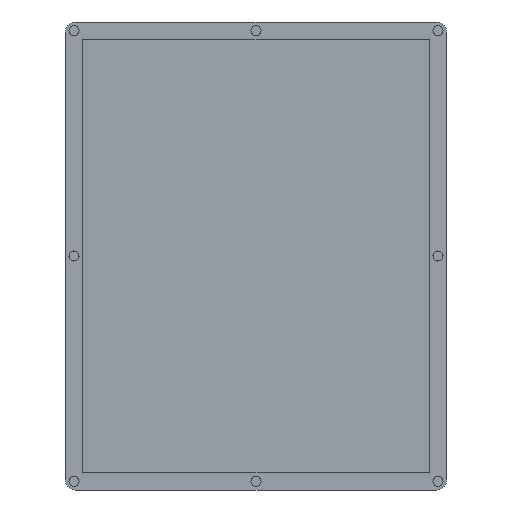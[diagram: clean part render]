
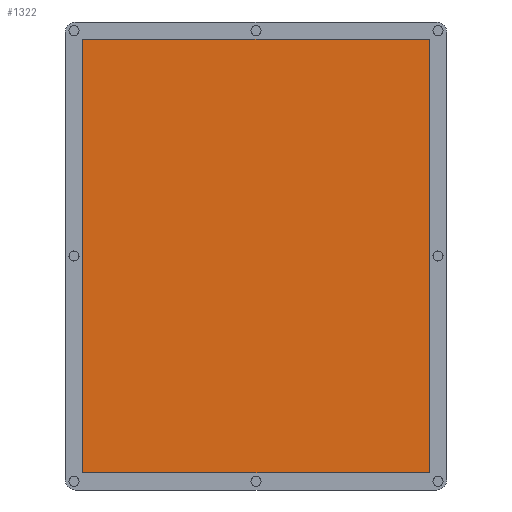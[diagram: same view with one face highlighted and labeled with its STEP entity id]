
A CAD part, front view. The second image highlights one B-rep face of the part: STEP entity #1322.
In plain terms, the highlighted planar face has unit normal (0, -1, 0).
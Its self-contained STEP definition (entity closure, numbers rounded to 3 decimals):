
#40 = LINE ( 'NONE', #449, #647 ) ;
#145 = AXIS2_PLACEMENT_3D ( 'NONE', #669, #161, #1080 ) ;
#161 = DIRECTION ( 'NONE',  ( 0., 1., 0. ) ) ;
#172 = VECTOR ( 'NONE', #1252, 1000. ) ;
#201 = VERTEX_POINT ( 'NONE', #1299 ) ;
#260 = CARTESIAN_POINT ( 'NONE',  ( -50., 200., -62.5 ) ) ;
#264 = VERTEX_POINT ( 'NONE', #819 ) ;
#293 = CARTESIAN_POINT ( 'NONE',  ( -50., 200., -62.5 ) ) ;
#311 = VECTOR ( 'NONE', #833, 1000. ) ;
#449 = CARTESIAN_POINT ( 'NONE',  ( 50., 200., -62.5 ) ) ;
#493 = DIRECTION ( 'NONE',  ( -1., 0., 0. ) ) ;
#503 = LINE ( 'NONE', #293, #311 ) ;
#551 = ORIENTED_EDGE ( 'NONE', *, *, #940, .F. ) ;
#647 = VECTOR ( 'NONE', #734, 1000. ) ;
#669 = CARTESIAN_POINT ( 'NONE',  ( 0., 200., 0. ) ) ;
#675 = FACE_OUTER_BOUND ( 'NONE', #1206, .T. ) ;
#734 = DIRECTION ( 'NONE',  ( 0., 0., -1. ) ) ;
#819 = CARTESIAN_POINT ( 'NONE',  ( 50., 200., 62.5 ) ) ;
#833 = DIRECTION ( 'NONE',  ( 0., 0., 1. ) ) ;
#842 = EDGE_CURVE ( 'NONE', #201, #1315, #908, .T. ) ;
#856 = CARTESIAN_POINT ( 'NONE',  ( -50., 200., 62.5 ) ) ;
#908 = LINE ( 'NONE', #999, #915 ) ;
#915 = VECTOR ( 'NONE', #493, 1000. ) ;
#940 = EDGE_CURVE ( 'NONE', #1315, #1127, #503, .T. ) ;
#991 = EDGE_CURVE ( 'NONE', #1127, #264, #1262, .T. ) ;
#999 = CARTESIAN_POINT ( 'NONE',  ( -50., 200., -62.5 ) ) ;
#1061 = ORIENTED_EDGE ( 'NONE', *, *, #842, .F. ) ;
#1080 = DIRECTION ( 'NONE',  ( 0., 0., 1. ) ) ;
#1085 = PLANE ( 'NONE',  #145 ) ;
#1097 = ORIENTED_EDGE ( 'NONE', *, *, #1156, .F. ) ;
#1127 = VERTEX_POINT ( 'NONE', #856 ) ;
#1151 = CARTESIAN_POINT ( 'NONE',  ( -50., 200., 62.5 ) ) ;
#1156 = EDGE_CURVE ( 'NONE', #264, #201, #40, .T. ) ;
#1206 = EDGE_LOOP ( 'NONE', ( #1061, #1097, #1320, #551 ) ) ;
#1252 = DIRECTION ( 'NONE',  ( 1., 0., 0. ) ) ;
#1262 = LINE ( 'NONE', #1151, #172 ) ;
#1299 = CARTESIAN_POINT ( 'NONE',  ( 50., 200., -62.5 ) ) ;
#1315 = VERTEX_POINT ( 'NONE', #260 ) ;
#1320 = ORIENTED_EDGE ( 'NONE', *, *, #991, .F. ) ;
#1322 = ADVANCED_FACE ( 'NONE', ( #675 ), #1085, .F. ) ;
